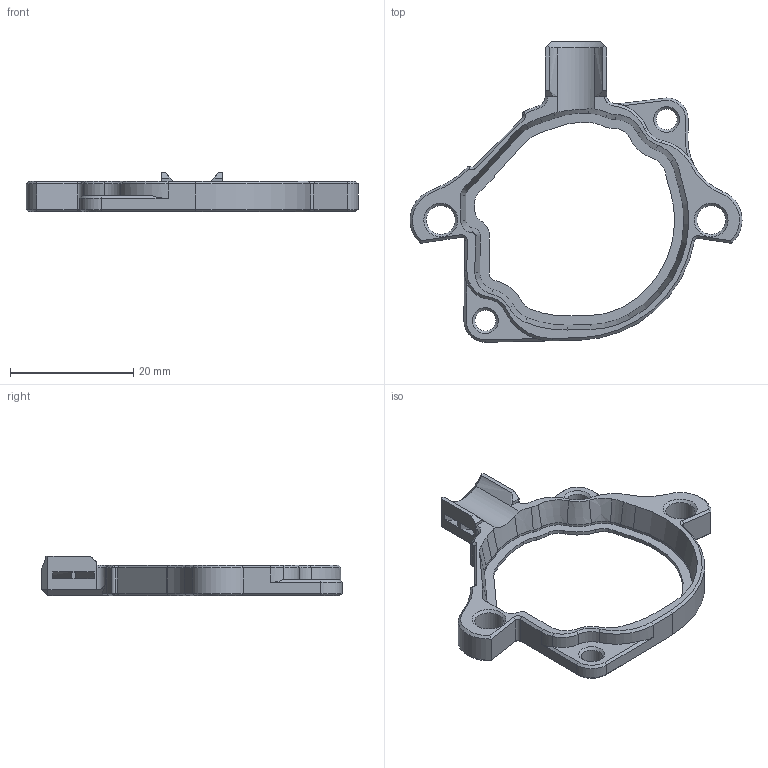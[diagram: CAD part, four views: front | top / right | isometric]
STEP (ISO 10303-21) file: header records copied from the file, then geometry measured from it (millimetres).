
FILE_DESCRIPTION(/* description */ (''),/* implementation_level */ '2;1');
FILE_NAME(/* name */ 'universal pcb backer.step',/* time_stamp */ '2022-03-09T18:32:40-05:00',/* author */ (''),/* organization */ (''),/* preprocessor_version */ 'ST-DEVELOPER v18.1',/* originating_system */ 'Autodesk Translation Framework v10.13.0.1454',/* authorisation */ '');
FILE_SCHEMA (('AUTOMOTIVE_DESIGN { 1 0 10303 214 3 1 1 }'));
Length unit declared in the file: millimetre
Products named in the file (1): universal pcb backer
Bounding box: 53.84 x 48.73 x 6.48 mm (x, y, z)
Volume: 2235.3 mm3; surface area: 3020 mm2
Topology: 1 solids, 1 shells, 222 faces, 582 edges, 348 vertices
Faces by surface type: plane 73, cylinder 68, cone 64, bspline 17
Full cylindrical faces by diameter (mm): 3.4 x2, 4.7 x2
Entity records: 7149 total; most frequent: CARTESIAN_POINT 1676, ORIENTED_EDGE 1156, DIRECTION 1136, EDGE_CURVE 578, AXIS2_PLACEMENT_3D 410, VERTEX_POINT 348, LINE 316, VECTOR 316
